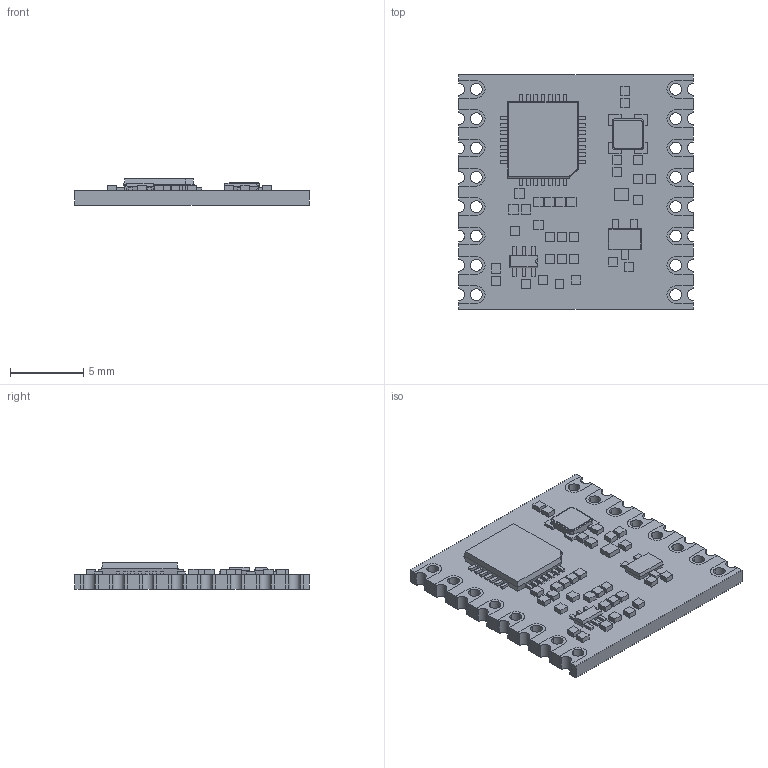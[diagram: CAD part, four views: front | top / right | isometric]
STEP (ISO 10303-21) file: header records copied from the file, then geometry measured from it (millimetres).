
FILE_DESCRIPTION(('FreeCAD Model'),'2;1');
FILE_NAME('RFM69HCW_315S060_cp.step', '2021-07-06T18:02:28',('kicad StepUp'),('ksu MCAD'), 'Open CASCADE STEP processor 7.3','FreeCAD','Unknown');
FILE_SCHEMA(('AUTOMOTIVE_DESIGN { 1 0 10303 214 1 1 1 1 }'));
Length unit declared in the file: millimetre
Products named in the file (1): RFM69HCW_315S060_cp
Bounding box: 16 x 16 x 1.8 mm (x, y, z)
Volume: 273.8 mm3; surface area: 983.6 mm2
Topology: 58 solids, 58 shells, 802 faces, 2043 edges, 1357 vertices
Faces by surface type: plane 713, cylinder 89
Entity records: 29426 total; most frequent: CARTESIAN_POINT 4203, ORIENTED_EDGE 4086, DIRECTION 3827, EDGE_CURVE 2043, LINE 1865, VECTOR 1865, VERTEX_POINT 1357, AXIS2_PLACEMENT_3D 981
